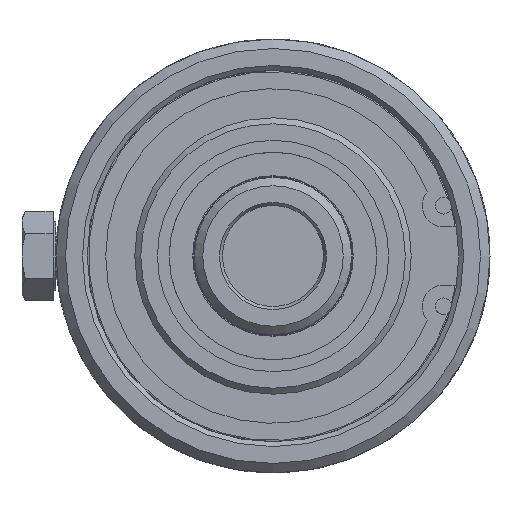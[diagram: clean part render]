
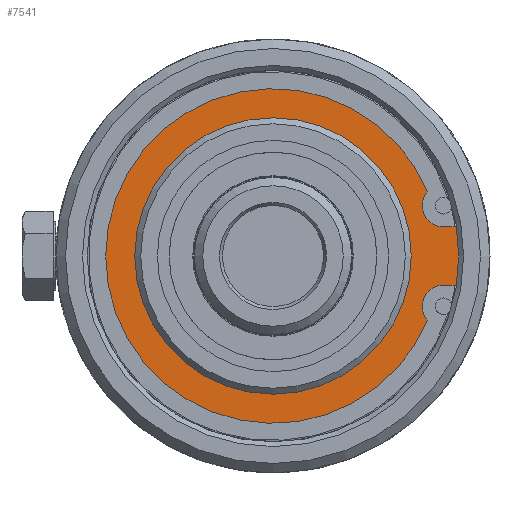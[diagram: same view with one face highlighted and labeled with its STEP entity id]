
A CAD part, left-side view. The second image highlights one B-rep face of the part: STEP entity #7541.
In plain terms, the highlighted planar face has unit normal (-1, 0, 0).
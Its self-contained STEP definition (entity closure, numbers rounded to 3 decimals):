
#117=FACE_BOUND('',#2655,.T.);
#899=LINE('',#46238,#1319);
#904=LINE('',#46250,#1324);
#1319=VECTOR('',#9638,10.);
#1324=VECTOR('',#9647,10.);
#1610=CIRCLE('',#8127,3.556);
#1612=CIRCLE('',#8130,28.142);
#1614=CIRCLE('',#8133,3.556);
#1621=CIRCLE('',#8145,33.45);
#1622=CIRCLE('',#8148,23.25);
#1623=CIRCLE('',#8149,23.25);
#1810=PLANE('',#8147);
#2188=FACE_OUTER_BOUND('',#2654,.T.);
#2654=EDGE_LOOP('',(#6806,#6807,#6808,#6809,#6810,#6811));
#2655=EDGE_LOOP('',(#6812,#6813));
#3674=VERTEX_POINT('',#46235);
#3675=VERTEX_POINT('',#46237);
#3679=VERTEX_POINT('',#46247);
#3680=VERTEX_POINT('',#46249);
#3681=VERTEX_POINT('',#46253);
#3683=VERTEX_POINT('',#46259);
#3686=VERTEX_POINT('',#46281);
#3687=VERTEX_POINT('',#46282);
#4728=EDGE_CURVE('',#3675,#3674,#899,.T.);
#4734=EDGE_CURVE('',#3680,#3679,#904,.T.);
#4736=EDGE_CURVE('',#3679,#3681,#1610,.T.);
#4739=EDGE_CURVE('',#3681,#3683,#1612,.T.);
#4742=EDGE_CURVE('',#3683,#3675,#1614,.T.);
#4749=EDGE_CURVE('',#3674,#3680,#1621,.T.);
#4750=EDGE_CURVE('',#3686,#3687,#1622,.T.);
#4751=EDGE_CURVE('',#3687,#3686,#1623,.T.);
#6806=ORIENTED_EDGE('',*,*,#4734,.T.);
#6807=ORIENTED_EDGE('',*,*,#4736,.T.);
#6808=ORIENTED_EDGE('',*,*,#4739,.T.);
#6809=ORIENTED_EDGE('',*,*,#4742,.T.);
#6810=ORIENTED_EDGE('',*,*,#4728,.T.);
#6811=ORIENTED_EDGE('',*,*,#4749,.T.);
#6812=ORIENTED_EDGE('',*,*,#4750,.T.);
#6813=ORIENTED_EDGE('',*,*,#4751,.T.);
#7541=ADVANCED_FACE('',(#2188,#117),#1810,.F.);
#8127=AXIS2_PLACEMENT_3D('',#46254,#9651,#9652);
#8130=AXIS2_PLACEMENT_3D('',#46260,#9658,#9659);
#8133=AXIS2_PLACEMENT_3D('',#46265,#9665,#9666);
#8145=AXIS2_PLACEMENT_3D('',#46278,#9689,#9690);
#8147=AXIS2_PLACEMENT_3D('',#46280,#9693,#9694);
#8148=AXIS2_PLACEMENT_3D('',#46283,#9695,#9696);
#8149=AXIS2_PLACEMENT_3D('',#46284,#9697,#9698);
#9638=DIRECTION('',(0.,-1.,0.));
#9647=DIRECTION('',(0.,1.,0.));
#9651=DIRECTION('center_axis',(1.,0.,0.));
#9652=DIRECTION('ref_axis',(0.,0.754,0.657));
#9658=DIRECTION('center_axis',(-1.,0.,0.));
#9659=DIRECTION('ref_axis',(0.,0.924,-0.384));
#9665=DIRECTION('center_axis',(1.,0.,0.));
#9666=DIRECTION('ref_axis',(0.,0.,1.));
#9689=DIRECTION('center_axis',(-1.,0.,0.));
#9690=DIRECTION('ref_axis',(0.,1.,0.));
#9693=DIRECTION('center_axis',(1.,0.,0.));
#9694=DIRECTION('ref_axis',(0.,0.,-1.));
#9695=DIRECTION('center_axis',(1.,0.,0.));
#9696=DIRECTION('ref_axis',(0.,1.,0.));
#9697=DIRECTION('center_axis',(1.,0.,0.));
#9698=DIRECTION('ref_axis',(0.,1.,0.));
#46235=CARTESIAN_POINT('',(4.775,-33.089,-4.902));
#46237=CARTESIAN_POINT('',(4.775,-28.672,-4.902));
#46238=CARTESIAN_POINT('',(4.775,-0.432,-4.902));
#46247=CARTESIAN_POINT('',(4.775,-28.672,4.902));
#46249=CARTESIAN_POINT('',(4.775,-33.089,4.902));
#46250=CARTESIAN_POINT('',(4.775,1.776,4.902));
#46253=CARTESIAN_POINT('',(4.775,-25.99,10.793));
#46254=CARTESIAN_POINT('Origin',(4.775,-28.672,8.458));
#46259=CARTESIAN_POINT('',(4.775,-25.99,-10.793));
#46260=CARTESIAN_POINT('Origin',(4.775,0.,0.));
#46265=CARTESIAN_POINT('Origin',(4.775,-28.672,-8.458));
#46278=CARTESIAN_POINT('Origin',(4.775,0.,0.));
#46280=CARTESIAN_POINT('Origin',(4.775,32.225,0.));
#46281=CARTESIAN_POINT('',(4.775,23.25,0.));
#46282=CARTESIAN_POINT('',(4.775,-23.25,0.));
#46283=CARTESIAN_POINT('Origin',(4.775,0.,0.));
#46284=CARTESIAN_POINT('Origin',(4.775,0.,0.));
